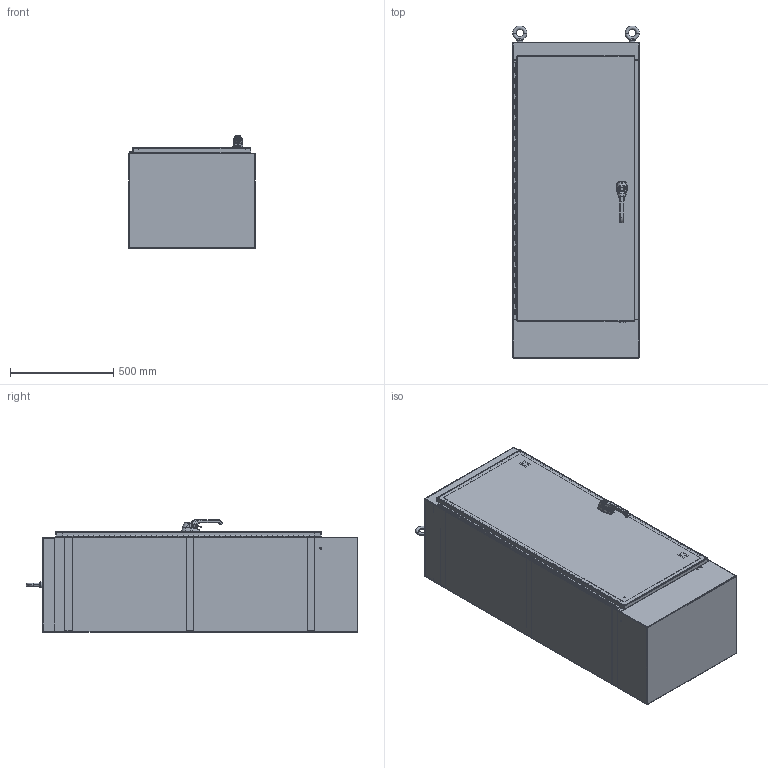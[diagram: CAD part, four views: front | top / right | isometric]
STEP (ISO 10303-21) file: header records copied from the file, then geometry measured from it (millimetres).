
FILE_DESCRIPTION (( 'STEP AP214' ), '1' );
FILE_NAME ('WA602418SSFSN43PT.STEP', '2016-02-15T20:31:13', ( '' ), ( '' ), 'SwSTEP 2.0', 'SolidWorks 2014', '' );
FILE_SCHEMA (( 'AUTOMOTIVE_DESIGN' ));
Length unit declared in the file: inch
Products named in the file (51): 1225-05; HFW31234; FUN00132_16.75(_DQ); 1000-02; SS_LARGE_DOOR_ROD_ASSM-37028; 38846; 1000-277-01; 3862; WA18SSFSN43PT-EBA; DIN985_M10; 31230; 316298; D125B_10_5; HFW3762; HFW3026; 1091-76; 30254; 349131; 2100-11; 37028; WA2418SSFSN43PT-BTM; DIN3771_16X2_5; HFW31712; WA2418SSFSN43PT-TOP; 1091-75; 1091-BR11_AF0; WA602418SSFSN43PT-BLR; 1091-B11_ASM; SUPPORT-ROLL_AF0; 1091-74-01; PLASTIC-ROLLER-CAM_AF0_ASM; WA602418SSFSN43PT; 1091-74-03; LOCK-NUT_AF0; 1091-73; 7379-M6-8X25_AF0; WA6024SSFSN43PT-FIP; PLASTIC-ROLLER-CAM_AF1; 328131-48; 1091-903_AF0 ...
Assembly tree (72 placements, depth 5):
  WA602418SSFSN43PT
    WA602418SSFSN43PT-BLR
    WA2418SSFSN43PT-TOP
    WA2418SSFSN43PT-BTM
    349131  x2
    HFW3026  x2
    316298  x2
    WA18SSFSN43PT-EBA  x2
    38846  x2
    FUN00132_16.75(_DQ)
    FUN00132_17.75(_DQ)  x5
    WA6024SSFSN43PT-DR
    328131-48
      328131T-48
      328131-48
      328131P-48
    WA6024SSFSN43PT-FIP
    HFW32451
      1091-73
      1091-B11_ASM
        1091-74-03
        1091-74-01
      1091-75
      DIN3771_16X2_5
      2100-11
      1091-76
      D125B_10_5
      DIN985_M10
      1000-277-01  x2
      1000-02
      1225-05
      SPACER
    SS_LARGE_DOOR_ROD_ASSM-37028
      HFW31712
        1091-903_AF0
          1091-903_AF0_1
          1091-903_AF0_2
        PLASTIC-ROLLER-CAM_AF0_ASM
          PLASTIC-ROLLER-CAM_AF1
          7379-M6-8X25_AF0
          LOCK-NUT_AF0
        SUPPORT-ROLL_AF0
        1091-BR11_AF0
      37028  x2
      30254  x2
      HFW3762  x4
      31230  x2
      3862  x2
    HFW31234  x2
    HFW31235  x2
    HFW369101  x4
Bounding box: 612.77 x 1606.49 x 545.48 mm (x, y, z)
Volume: 11687571.5 mm3; surface area: 9450267.2 mm2
Topology: 64 solids, 65 shells, 3387 faces, 8485 edges, 5091 vertices
Faces by surface type: cylinder 1281, plane 1166, torus 413, bspline 232, cone 196, sphere 99
Entity records: 141530 total; most frequent: CARTESIAN_POINT 41840, DIRECTION 13624, ORIENTED_EDGE 13002, EDGE_CURVE 6549, AXIS2_PLACEMENT_3D 5196, VERTEX_POINT 3979, VECTOR 3232, LINE 3232
